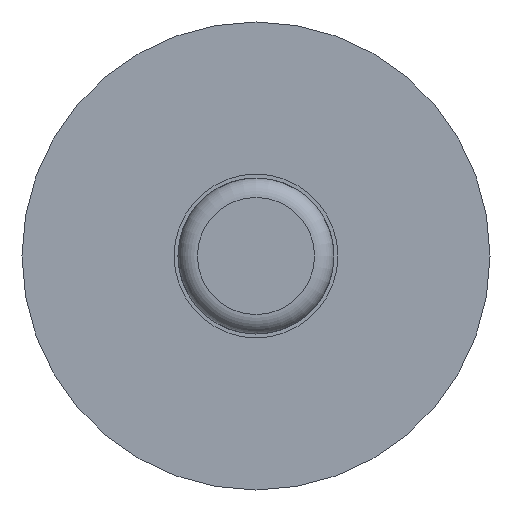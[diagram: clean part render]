
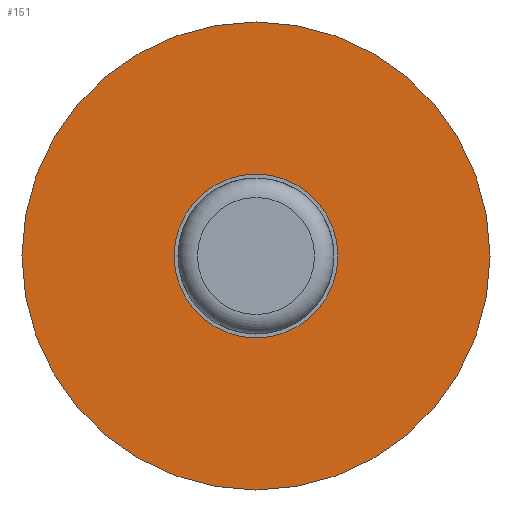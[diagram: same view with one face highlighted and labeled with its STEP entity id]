
A CAD part, left-side view. The second image highlights one B-rep face of the part: STEP entity #151.
In plain terms, the highlighted planar face has unit normal (-1, 0, 0).
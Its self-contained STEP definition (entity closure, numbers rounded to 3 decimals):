
#39 = DIRECTION ( 'NONE',  ( 0., -1., 0. ) ) ;
#112 = CARTESIAN_POINT ( 'NONE',  ( 0., 0., 0. ) ) ;
#116 = EDGE_CURVE ( 'NONE', #277, #277, #1032, .T. ) ;
#139 = ORIENTED_EDGE ( 'NONE', *, *, #253, .T. ) ;
#151 = ADVANCED_FACE ( 'NONE', ( #609, #287 ), #842, .T. ) ;
#205 = ORIENTED_EDGE ( 'NONE', *, *, #116, .T. ) ;
#253 = EDGE_CURVE ( 'NONE', #1007, #1007, #426, .T. ) ;
#277 = VERTEX_POINT ( 'NONE', #663 ) ;
#287 = FACE_OUTER_BOUND ( 'NONE', #728, .T. ) ;
#426 = CIRCLE ( 'NONE', #597, 4.2 ) ;
#438 = CARTESIAN_POINT ( 'NONE',  ( 0., 0., 0. ) ) ;
#453 = CARTESIAN_POINT ( 'NONE',  ( 0., 0., 0. ) ) ;
#533 = DIRECTION ( 'NONE',  ( 1., 0., 0. ) ) ;
#578 = AXIS2_PLACEMENT_3D ( 'NONE', #112, #857, #938 ) ;
#597 = AXIS2_PLACEMENT_3D ( 'NONE', #453, #533, #39 ) ;
#609 = FACE_BOUND ( 'NONE', #699, .T. ) ;
#631 = AXIS2_PLACEMENT_3D ( 'NONE', #438, #1005, #776 ) ;
#663 = CARTESIAN_POINT ( 'NONE',  ( 0., -12., 0. ) ) ;
#699 = EDGE_LOOP ( 'NONE', ( #139 ) ) ;
#728 = EDGE_LOOP ( 'NONE', ( #205 ) ) ;
#776 = DIRECTION ( 'NONE',  ( 0., -1., 0. ) ) ;
#833 = CARTESIAN_POINT ( 'NONE',  ( 0., -4.2, 0. ) ) ;
#842 = PLANE ( 'NONE',  #578 ) ;
#857 = DIRECTION ( 'NONE',  ( -1., 0., 0. ) ) ;
#938 = DIRECTION ( 'NONE',  ( 0., 0., 1. ) ) ;
#1005 = DIRECTION ( 'NONE',  ( -1., 0., 0. ) ) ;
#1007 = VERTEX_POINT ( 'NONE', #833 ) ;
#1032 = CIRCLE ( 'NONE', #631, 12. ) ;
